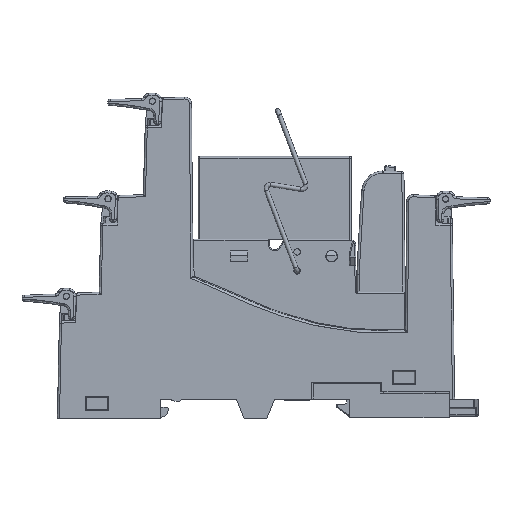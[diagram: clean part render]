
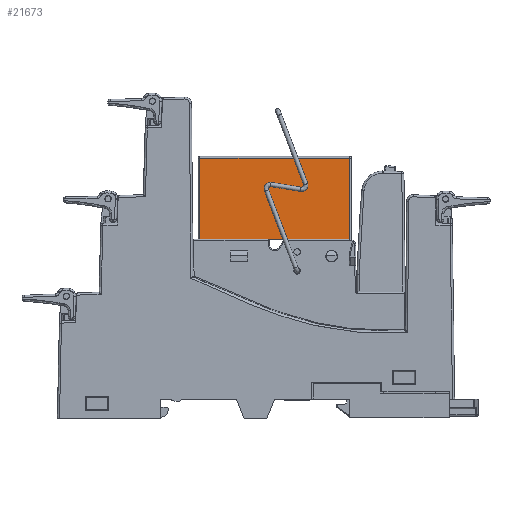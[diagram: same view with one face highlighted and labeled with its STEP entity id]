
A CAD part, top view. The second image highlights one B-rep face of the part: STEP entity #21673.
In plain terms, the highlighted face is planar.
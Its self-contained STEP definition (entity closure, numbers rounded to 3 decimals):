
#4110 = VERTEX_POINT ( 'NONE', #34515 ) ;
#4499 = EDGE_LOOP ( 'NONE', ( #31846, #46270, #12004, #49384 ) ) ;
#7205 = DIRECTION ( 'NONE',  ( 0., 0., -1. ) ) ;
#12004 = ORIENTED_EDGE ( 'NONE', *, *, #42971, .T. ) ;
#12005 = VECTOR ( 'NONE', #7205, 1000. ) ;
#12525 = DIRECTION ( 'NONE',  ( 0., 0., 1. ) ) ;
#14525 = DIRECTION ( 'NONE',  ( -1., 0., 0. ) ) ;
#14563 = VECTOR ( 'NONE', #12525, 1000. ) ;
#18496 = LINE ( 'NONE', #53323, #34876 ) ;
#20175 = CARTESIAN_POINT ( 'NONE',  ( -14.2, 6.35, 15.4 ) ) ;
#21291 = LINE ( 'NONE', #36356, #14563 ) ;
#21435 = CARTESIAN_POINT ( 'NONE',  ( 14.2, 6.35, 15.7 ) ) ;
#21673 = ADVANCED_FACE ( 'NONE', ( #28962 ), #50192, .F. ) ;
#28962 = FACE_OUTER_BOUND ( 'NONE', #4499, .T. ) ;
#29548 = DIRECTION ( 'NONE',  ( 1., 0., 0. ) ) ;
#30402 = DIRECTION ( 'NONE',  ( 0., -1., 0. ) ) ;
#31156 = VECTOR ( 'NONE', #14525, 1000. ) ;
#31806 = CARTESIAN_POINT ( 'NONE',  ( 14.2, 6.35, 15.4 ) ) ;
#31846 = ORIENTED_EDGE ( 'NONE', *, *, #43078, .T. ) ;
#34515 = CARTESIAN_POINT ( 'NONE',  ( -14.2, 6.35, 0. ) ) ;
#34844 = AXIS2_PLACEMENT_3D ( 'NONE', #35606, #30402, #54382 ) ;
#34876 = VECTOR ( 'NONE', #29548, 1000. ) ;
#35606 = CARTESIAN_POINT ( 'NONE',  ( -14.5, 6.35, 15.7 ) ) ;
#35630 = VERTEX_POINT ( 'NONE', #31806 ) ;
#36356 = CARTESIAN_POINT ( 'NONE',  ( -14.2, 6.35, 15.7 ) ) ;
#37049 = VERTEX_POINT ( 'NONE', #43494 ) ;
#41057 = EDGE_CURVE ( 'NONE', #4110, #59206, #21291, .T. ) ;
#42517 = CARTESIAN_POINT ( 'NONE',  ( -14.5, 6.35, 0. ) ) ;
#42971 = EDGE_CURVE ( 'NONE', #37049, #4110, #53560, .T. ) ;
#43078 = EDGE_CURVE ( 'NONE', #59206, #35630, #18496, .T. ) ;
#43494 = CARTESIAN_POINT ( 'NONE',  ( 14.2, 6.35, 0. ) ) ;
#46270 = ORIENTED_EDGE ( 'NONE', *, *, #46866, .T. ) ;
#46866 = EDGE_CURVE ( 'NONE', #35630, #37049, #50125, .T. ) ;
#49384 = ORIENTED_EDGE ( 'NONE', *, *, #41057, .T. ) ;
#50125 = LINE ( 'NONE', #21435, #12005 ) ;
#50192 = PLANE ( 'NONE',  #34844 ) ;
#53323 = CARTESIAN_POINT ( 'NONE',  ( 14.5, 6.35, 15.4 ) ) ;
#53560 = LINE ( 'NONE', #42517, #31156 ) ;
#54382 = DIRECTION ( 'NONE',  ( 0., 0., -1. ) ) ;
#59206 = VERTEX_POINT ( 'NONE', #20175 ) ;
